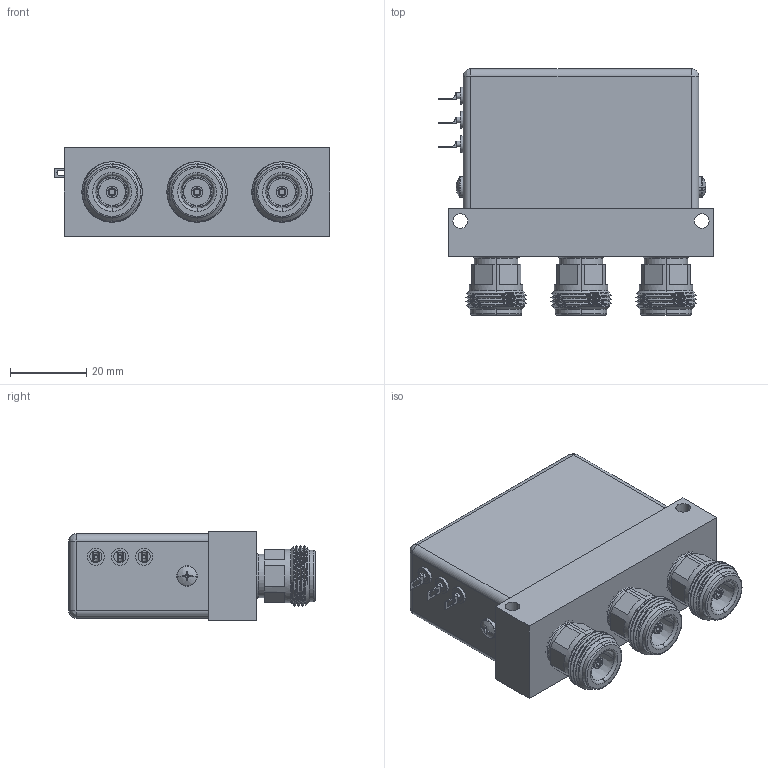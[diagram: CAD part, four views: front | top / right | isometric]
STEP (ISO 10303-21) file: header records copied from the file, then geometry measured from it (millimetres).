
FILE_DESCRIPTION (( 'STEP AP214' ), '1' );
FILE_NAME ('FMSW6521_3D.step', '2023-02-16T17:45:42', ( '' ), ( '' ), 'SwSTEP 2.0', 'SolidWorks 2022', '' );
FILE_SCHEMA (( 'AUTOMOTIVE_DESIGN' ));
Length unit declared in the file: inch
Products named in the file (7): B12021003_1; LABEL ILS-100-02; A12075Y04_-402_1; NEW N connector_1; FMSW6521_3D; R040691-e360_-03_3; R12053-e360_-12
Assembly tree (12 placements, depth 2):
  FMSW6521_3D
    B12021003_1
    NEW N connector_1  x3
    R12053-e360_-12
    R040691-e360_-03_3  x3
    A12075Y04_-402_1  x3
    LABEL ILS-100-02
Bounding box: 72.5 x 64.83 x 23.37 mm (x, y, z)
Volume: 28699.8 mm3; surface area: 29455.1 mm2
Topology: 12 solids, 12 shells, 913 faces, 2378 edges, 1539 vertices
Faces by surface type: plane 478, bspline 189, cylinder 177, cone 69
Entity records: 29823 total; most frequent: CARTESIAN_POINT 10459, ORIENTED_EDGE 3180, DIRECTION 2485, EDGE_CURVE 1590, LINE 1081, VECTOR 1081, VERTEX_POINT 1041, AXIS2_PLACEMENT_3D 702
